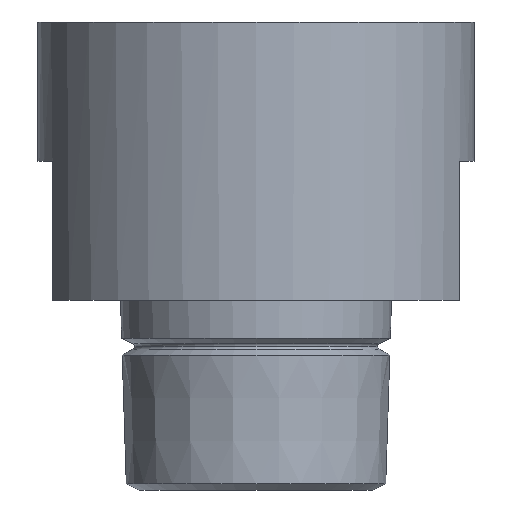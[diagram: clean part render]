
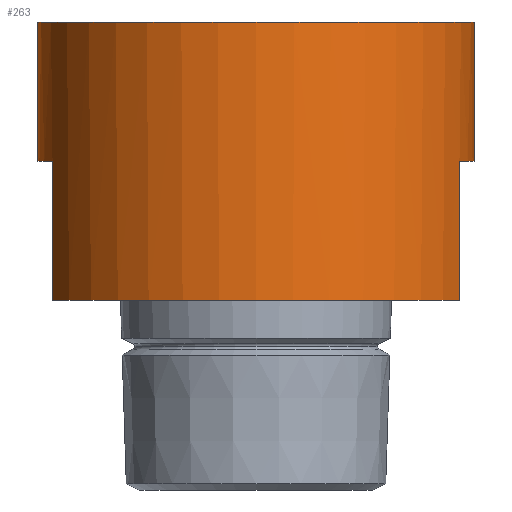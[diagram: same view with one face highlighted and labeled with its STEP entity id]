
A CAD part, front view. The second image highlights one B-rep face of the part: STEP entity #263.
In plain terms, the highlighted cylindrical face has radius 17.25 mm (diameter 34.5 mm), a partial arc.
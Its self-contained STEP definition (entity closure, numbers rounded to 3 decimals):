
#40 = VERTEX_POINT ( 'NONE', #346 ) ;
#128 = EDGE_CURVE ( 'NONE', #131, #40, #610, .T. ) ;
#130 = VERTEX_POINT ( 'NONE', #605 ) ;
#131 = VERTEX_POINT ( 'NONE', #604 ) ;
#149 = EDGE_CURVE ( 'NONE', #130, #131, #755, .T. ) ;
#150 = EDGE_CURVE ( 'NONE', #151, #40, #751, .T. ) ;
#151 = VERTEX_POINT ( 'NONE', #747 ) ;
#184 = ORIENTED_EDGE ( 'NONE', *, *, #128, .F. ) ;
#186 = EDGE_CURVE ( 'NONE', #188, #472, #619, .T. ) ;
#188 = VERTEX_POINT ( 'NONE', #573 ) ;
#208 = ORIENTED_EDGE ( 'NONE', *, *, #209, .F. ) ;
#209 = EDGE_CURVE ( 'NONE', #210, #287, #556, .T. ) ;
#210 = VERTEX_POINT ( 'NONE', #552 ) ;
#263 = ADVANCED_FACE ( 'NONE', ( #934 ), #933, .T. ) ;
#264 = EDGE_LOOP ( 'NONE', ( #265, #266, #208, #448, #471, #481, #488, #184 ) ) ;
#265 = ORIENTED_EDGE ( 'NONE', *, *, #149, .F. ) ;
#266 = ORIENTED_EDGE ( 'NONE', *, *, #286, .T. ) ;
#286 = EDGE_CURVE ( 'NONE', #130, #287, #795, .T. ) ;
#287 = VERTEX_POINT ( 'NONE', #790 ) ;
#346 = CARTESIAN_POINT ( 'NONE',  ( 17.25, 0., 18.5 ) ) ;
#448 = ORIENTED_EDGE ( 'NONE', *, *, #470, .T. ) ;
#470 = EDGE_CURVE ( 'NONE', #210, #188, #830, .T. ) ;
#471 = ORIENTED_EDGE ( 'NONE', *, *, #186, .T. ) ;
#472 = VERTEX_POINT ( 'NONE', #825 ) ;
#481 = ORIENTED_EDGE ( 'NONE', *, *, #482, .T. ) ;
#482 = EDGE_CURVE ( 'NONE', #472, #151, #894, .T. ) ;
#488 = ORIENTED_EDGE ( 'NONE', *, *, #150, .T. ) ;
#552 = CARTESIAN_POINT ( 'NONE',  ( -16.086, -6.23, -3.5 ) ) ;
#553 = DIRECTION ( 'NONE',  ( 0., 0., 1. ) ) ;
#554 = VECTOR ( 'NONE', #553, 1000. ) ;
#555 = CARTESIAN_POINT ( 'NONE',  ( -16.086, -6.23, -18.5 ) ) ;
#556 = LINE ( 'NONE', #555, #554 ) ;
#573 = CARTESIAN_POINT ( 'NONE',  ( 16.086, -6.23, -3.5 ) ) ;
#581 = DIRECTION ( 'NONE',  ( 0., 0., 1. ) ) ;
#582 = VECTOR ( 'NONE', #581, 1000. ) ;
#583 = CARTESIAN_POINT ( 'NONE',  ( 16.086, -6.23, -18.5 ) ) ;
#604 = CARTESIAN_POINT ( 'NONE',  ( -17.25, 0., 18.5 ) ) ;
#605 = CARTESIAN_POINT ( 'NONE',  ( -17.25, 0., 7.5 ) ) ;
#606 = DIRECTION ( 'NONE',  ( 1., 0., 0. ) ) ;
#607 = DIRECTION ( 'NONE',  ( 0., 0., 1. ) ) ;
#608 = CARTESIAN_POINT ( 'NONE',  ( 0., 0., 18.5 ) ) ;
#609 = AXIS2_PLACEMENT_3D ( 'NONE', #608, #607, #606 ) ;
#610 = CIRCLE ( 'NONE', #609, 17.25 ) ;
#619 = LINE ( 'NONE', #583, #582 ) ;
#747 = CARTESIAN_POINT ( 'NONE',  ( 17.25, 0., 7.5 ) ) ;
#748 = DIRECTION ( 'NONE',  ( 0., 0., 1. ) ) ;
#749 = VECTOR ( 'NONE', #748, 1000. ) ;
#750 = CARTESIAN_POINT ( 'NONE',  ( 17.25, 0., 18.5 ) ) ;
#751 = LINE ( 'NONE', #750, #749 ) ;
#752 = DIRECTION ( 'NONE',  ( 0., 0., 1. ) ) ;
#753 = VECTOR ( 'NONE', #752, 1000. ) ;
#754 = CARTESIAN_POINT ( 'NONE',  ( -17.25, 0., 18.5 ) ) ;
#755 = LINE ( 'NONE', #754, #753 ) ;
#776 = DIRECTION ( 'NONE',  ( 1., 0., 0. ) ) ;
#777 = DIRECTION ( 'NONE',  ( 0., 0., 1. ) ) ;
#778 = CARTESIAN_POINT ( 'NONE',  ( 0., 0., 18.5 ) ) ;
#790 = CARTESIAN_POINT ( 'NONE',  ( -16.086, -6.23, 7.5 ) ) ;
#791 = DIRECTION ( 'NONE',  ( 1., 0., 0. ) ) ;
#792 = DIRECTION ( 'NONE',  ( 0., 0., 1. ) ) ;
#793 = CARTESIAN_POINT ( 'NONE',  ( 0., 0., 7.5 ) ) ;
#794 = AXIS2_PLACEMENT_3D ( 'NONE', #793, #792, #791 ) ;
#795 = CIRCLE ( 'NONE', #794, 17.25 ) ;
#814 = CARTESIAN_POINT ( 'NONE',  ( 0., 0., 7.5 ) ) ;
#825 = CARTESIAN_POINT ( 'NONE',  ( 16.086, -6.23, 7.5 ) ) ;
#826 = DIRECTION ( 'NONE',  ( 1., 0., 0. ) ) ;
#827 = DIRECTION ( 'NONE',  ( 0., 0., 1. ) ) ;
#828 = CARTESIAN_POINT ( 'NONE',  ( 0., 0., -3.5 ) ) ;
#829 = AXIS2_PLACEMENT_3D ( 'NONE', #828, #827, #826 ) ;
#830 = CIRCLE ( 'NONE', #829, 17.25 ) ;
#891 = DIRECTION ( 'NONE',  ( 1., 0., 0. ) ) ;
#892 = DIRECTION ( 'NONE',  ( 0., 0., 1. ) ) ;
#893 = AXIS2_PLACEMENT_3D ( 'NONE', #814, #892, #891 ) ;
#894 = CIRCLE ( 'NONE', #893, 17.25 ) ;
#932 = AXIS2_PLACEMENT_3D ( 'NONE', #778, #777, #776 ) ;
#933 = CYLINDRICAL_SURFACE ( 'NONE', #932, 17.25 ) ;
#934 = FACE_OUTER_BOUND ( 'NONE', #264, .T. ) ;
